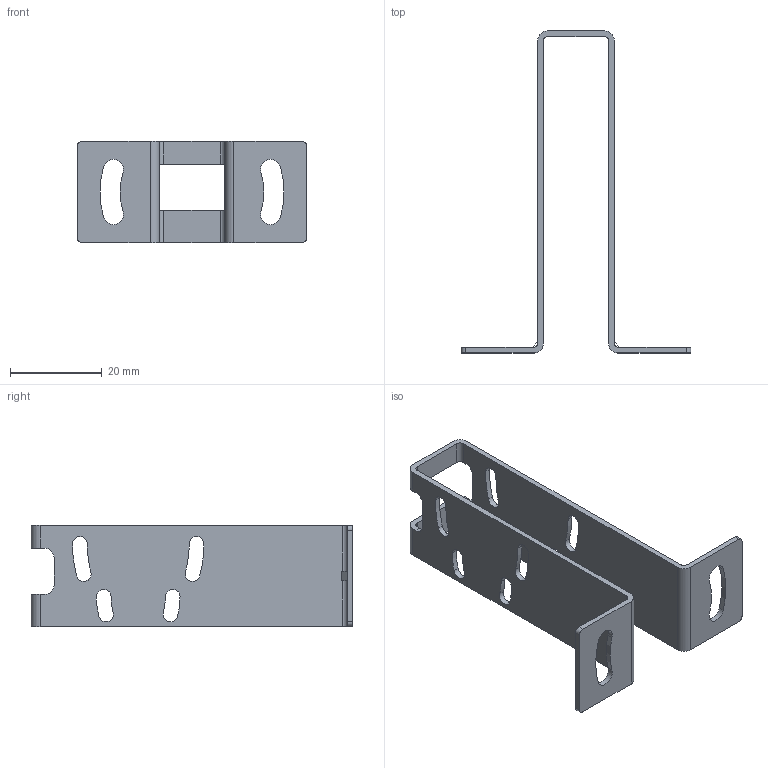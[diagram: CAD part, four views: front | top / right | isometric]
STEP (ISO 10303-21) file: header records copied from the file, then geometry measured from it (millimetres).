
FILE_DESCRIPTION((''),'2;1');
FILE_NAME('DB008132_OMH-R10X-02_SW0001','2015-11-27T',('hhuscher'),(''),'PRO/ENGINEER BY PARAMETRIC TECHNOLOGY CORPORATION, 2013050','PRO/ENGINEER BY PARAMETRIC TECHNOLOGY CORPORATION, 2013050','');
FILE_SCHEMA(('CONFIG_CONTROL_DESIGN'));
Length unit declared in the file: millimetre
Products named in the file (1): DB008132_OMH-R10X-02_SW0001
Bounding box: 50 x 70 x 22 mm (x, y, z)
Surface area: 7901.6 mm2 (no closed solid volume)
Topology: 0 solids, 1 shells, 84 faces, 264 edges, 176 vertices
Faces by surface type: cylinder 62, plane 22
Entity records: 3099 total; most frequent: DIRECTION 556, CARTESIAN_POINT 524, ORIENTED_EDGE 512, EDGE_CURVE 264, AXIS2_PLACEMENT_3D 208, VERTEX_POINT 176, VECTOR 140, LINE 140
